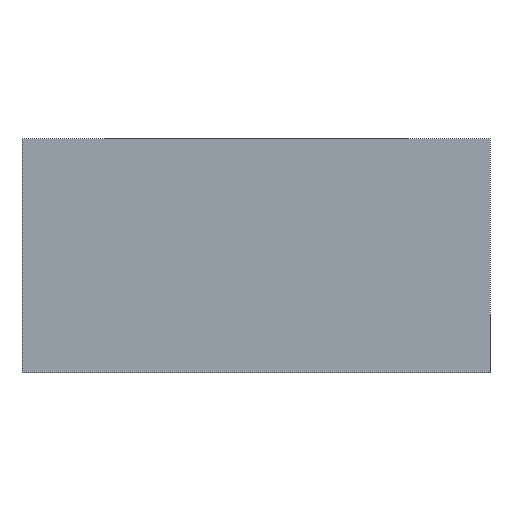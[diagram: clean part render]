
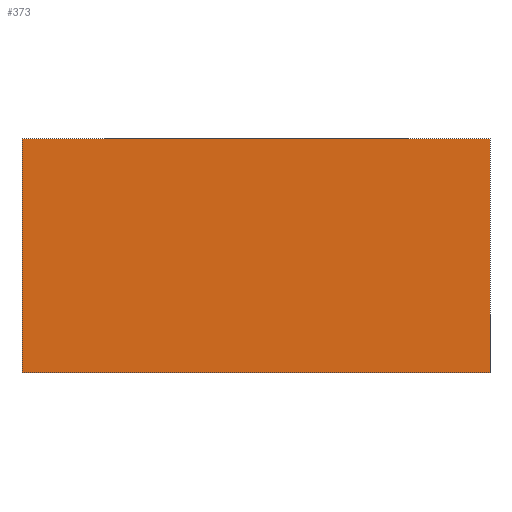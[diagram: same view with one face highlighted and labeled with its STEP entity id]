
A CAD part, front view. The second image highlights one B-rep face of the part: STEP entity #373.
In plain terms, the highlighted planar face has unit normal (0, -1, 0).
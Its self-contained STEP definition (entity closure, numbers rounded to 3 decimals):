
#26=FACE_OUTER_BOUND('',#48,.T.);
#48=EDGE_LOOP('',(#280,#281,#282,#283));
#65=LINE('',#525,#114);
#76=LINE('',#548,#125);
#88=LINE('',#574,#137);
#92=LINE('',#580,#141);
#114=VECTOR('',#429,6.);
#125=VECTOR('',#442,6.);
#137=VECTOR('',#462,3.);
#141=VECTOR('',#468,3.);
#163=VERTEX_POINT('',#522);
#164=VERTEX_POINT('',#524);
#174=VERTEX_POINT('',#545);
#175=VERTEX_POINT('',#547);
#197=EDGE_CURVE('',#163,#164,#65,.T.);
#208=EDGE_CURVE('',#175,#174,#76,.T.);
#221=EDGE_CURVE('',#163,#175,#88,.T.);
#225=EDGE_CURVE('',#164,#174,#92,.T.);
#280=ORIENTED_EDGE('',*,*,#197,.F.);
#281=ORIENTED_EDGE('',*,*,#221,.T.);
#282=ORIENTED_EDGE('',*,*,#208,.T.);
#283=ORIENTED_EDGE('',*,*,#225,.F.);
#354=PLANE('',#408);
#373=ADVANCED_FACE('',(#26),#354,.T.);
#408=AXIS2_PLACEMENT_3D('',#579,#466,#467);
#429=DIRECTION('',(1.,0.,0.));
#442=DIRECTION('',(1.,0.,0.));
#462=DIRECTION('',(0.,0.,-1.));
#466=DIRECTION('center_axis',(0.,-1.,0.));
#467=DIRECTION('ref_axis',(1.,0.,0.));
#468=DIRECTION('',(0.,0.,-1.));
#522=CARTESIAN_POINT('',(-3.,-10.5,3.));
#524=CARTESIAN_POINT('',(3.,-10.5,3.));
#525=CARTESIAN_POINT('',(-3.,-10.5,3.));
#545=CARTESIAN_POINT('',(3.,-10.5,0.));
#547=CARTESIAN_POINT('',(-3.,-10.5,0.));
#548=CARTESIAN_POINT('',(-3.,-10.5,0.));
#574=CARTESIAN_POINT('',(-3.,-10.5,3.));
#579=CARTESIAN_POINT('Origin',(-3.,-10.5,3.));
#580=CARTESIAN_POINT('',(3.,-10.5,3.));
